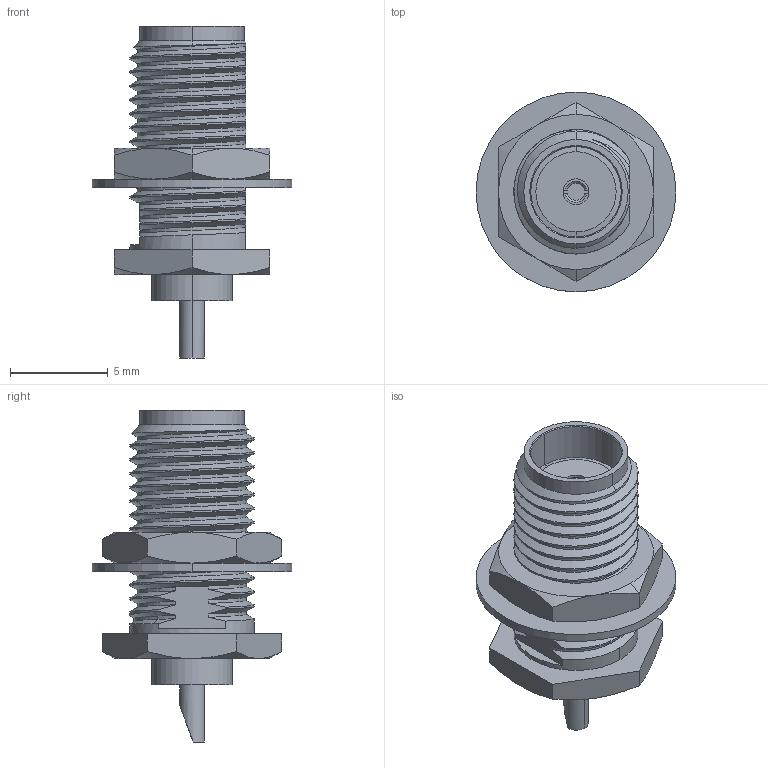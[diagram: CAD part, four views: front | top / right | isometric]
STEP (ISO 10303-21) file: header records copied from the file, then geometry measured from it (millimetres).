
FILE_DESCRIPTION(('STEP AP214'),'1');
FILE_NAME('1831812_1053072-1.stp','2017-06-06T10:01:44',('TraceParts'),('TraceParts S.A.'),'Spatial InterOp 3D',' ',' ');
FILE_SCHEMA(('automotive_design'));
Length unit declared in the file: millimetre
Products named in the file (1): 1831812_1053072-1
Bounding box: 10.21 x 10.21 x 16.97 mm (x, y, z)
Volume: 427.7 mm3; surface area: 621.8 mm2
Topology: 1 solids, 1 shells, 179 faces, 471 edges, 302 vertices
Faces by surface type: bspline 56, cylinder 54, plane 35, cone 34
Entity records: 12057 total; most frequent: CARTESIAN_POINT 8182, ORIENTED_EDGE 942, DIRECTION 572, EDGE_CURVE 471, VERTEX_POINT 302, B_SPLINE_CURVE_WITH_KNOTS 229, AXIS2_PLACEMENT_3D 206, EDGE_LOOP 187
